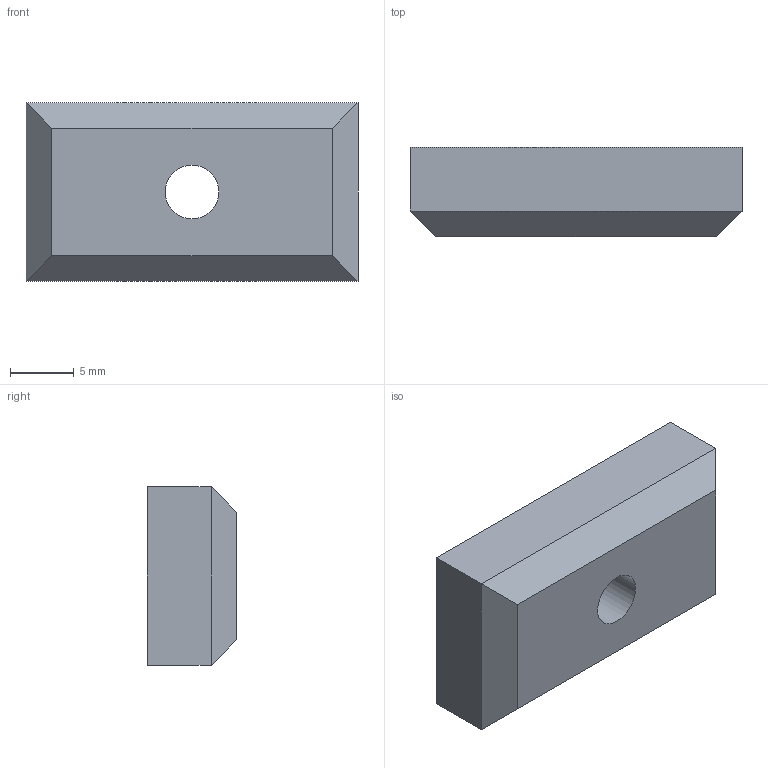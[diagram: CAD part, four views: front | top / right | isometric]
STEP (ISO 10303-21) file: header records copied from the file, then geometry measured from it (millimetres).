
FILE_DESCRIPTION(/* description */ (''),/* implementation_level */ '2;1');
FILE_NAME(/* name */ 'Pratze',/* time_stamp */ '2024-10-31T19:15:09+01:00',/* author */ (''),/* organization */ ('Focke & Co'),/* preprocessor_version */ 'ST-DEVELOPER v19.4',/* originating_system */ 'Solid Edge',/* authorisation */ 'Unknown');
FILE_SCHEMA (('AUTOMOTIVE_DESIGN {1 0 10303 214 3 1 1}'));
Length unit declared in the file: millimetre
Products named in the file (1): Pratze
Bounding box: 26 x 7 x 14 mm (x, y, z)
Volume: 2210.2 mm3; surface area: 1287.7 mm2
Topology: 1 solids, 1 shells, 18 faces, 42 edges, 27 vertices
Faces by surface type: plane 17, cylinder 1
Full cylindrical faces by diameter (mm): 4.2 x1
Entity records: 524 total; most frequent: CARTESIAN_POINT 85, ORIENTED_EDGE 80, DIRECTION 80, EDGE_CURVE 40, LINE 38, VECTOR 38, VERTEX_POINT 26, EDGE_LOOP 22
